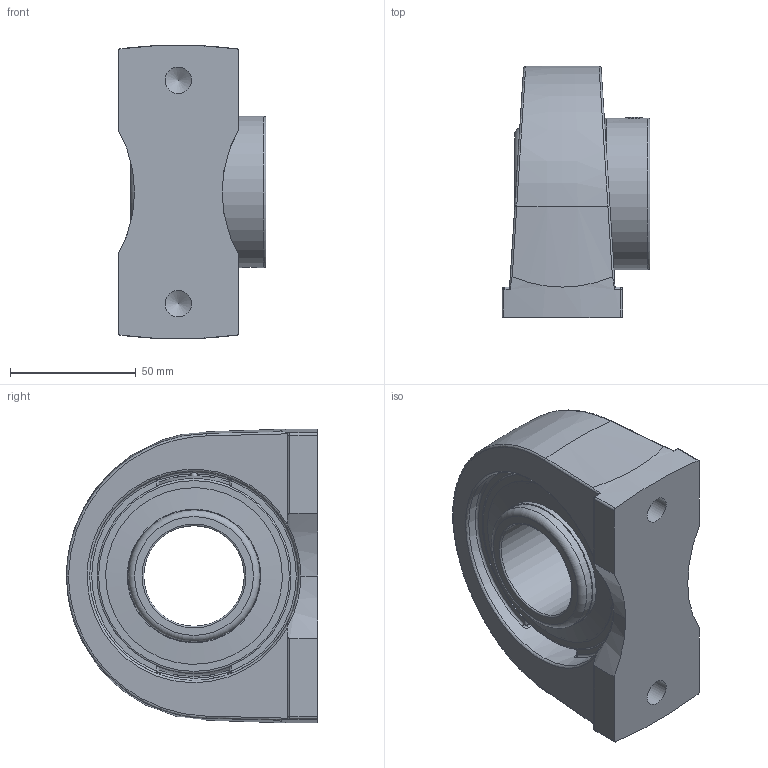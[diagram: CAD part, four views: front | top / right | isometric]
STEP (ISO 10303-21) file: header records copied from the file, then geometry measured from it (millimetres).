
FILE_DESCRIPTION(('HOOPS Exchange Step'),'2;1');
FILE_NAME('export-A7081570-922C-49FE-9B70-443CFDAEF2EB.stp','2020-05-20T14:20:12-07:00',('dkerr'),('Alibre'),'HOOPS Exchange 2020.0','Alibre','Unknown authorisation');
FILE_SCHEMA( ('AP242_MANAGED_MODEL_BASED_3D_ENGINEERING_MIM_LF {1 0 10303 442 1 1 4 }') );
Length unit declared in the file: inch
Products named in the file (8): MRN SPAM 208 L4L; SNC 208 (Ball Bearing); SNC 208 (Shield); SNC 208 (Setscrew); SNC 208 L4L (40mm) (Race); SNC 208 (Collar); MRN SNC 208 L4L (40mm); MRN SNCSPAM 208 L4L (40mm)
Assembly tree (8 placements, depth 3):
  MRN SNCSPAM 208 L4L (40mm)
    MRN SPAM 208 L4L
    MRN SNC 208 L4L (40mm)
      SNC 208 (Ball Bearing)
      SNC 208 (Shield)  x2
      SNC 208 (Setscrew)
      SNC 208 L4L (40mm) (Race)
      SNC 208 (Collar)
Bounding box: 58.89 x 100 x 117 mm (x, y, z)
Volume: 277365.5 mm3; surface area: 83329.6 mm2
Topology: 16 solids, 16 shells, 161 faces, 446 edges, 289 vertices
Faces by surface type: cylinder 49, plane 42, torus 22, sphere 20, cone 14, bspline 14
Full cylindrical faces by diameter (mm): 6.782 x3, 10.592 x2, 40 x2, 48.768 x2, 52.387 x4, 53.149 x2, 60.3 x1, 67.035 x2, 70.358 x2, 83.195 x2, 88.22 x1
Entity records: 9115 total; most frequent: CARTESIAN_POINT 5062, DIRECTION 839, ORIENTED_EDGE 786, EDGE_CURVE 393, AXIS2_PLACEMENT_3D 367, VERTEX_POINT 275, CIRCLE 198, EDGE_LOOP 172
